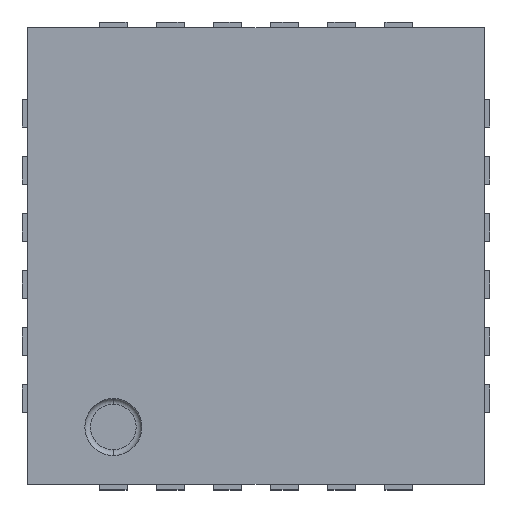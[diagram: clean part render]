
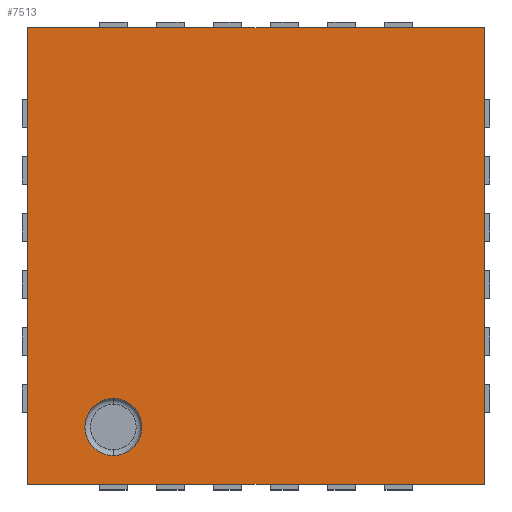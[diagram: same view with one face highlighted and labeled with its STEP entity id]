
A CAD part, top view. The second image highlights one B-rep face of the part: STEP entity #7513.
In plain terms, the highlighted planar face has unit normal (0, 0, 1).
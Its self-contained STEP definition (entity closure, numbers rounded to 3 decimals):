
#7335 = CARTESIAN_POINT ( 'NONE',  ( -1.25, -1.25, 0.8 ) ) ;
#7336 = VERTEX_POINT ( 'NONE', #7335 ) ;
#7344 = CARTESIAN_POINT ( 'NONE',  ( -1.25, -1.75, 0.8 ) ) ;
#7345 = VERTEX_POINT ( 'NONE', #7344 ) ;
#7346 = CARTESIAN_POINT ( 'NONE',  ( -1.25, -1.5, 0.8 ) ) ;
#7347 = DIRECTION ( 'NONE',  ( 0., 0., 1. ) ) ;
#7348 = DIRECTION ( 'NONE',  ( 0., -1., 0. ) ) ;
#7349 = AXIS2_PLACEMENT_3D ( 'NONE', #7346, #7347, #7348 ) ;
#7350 = CIRCLE ( 'NONE', #7349, 0.25) ;
#7351 = EDGE_CURVE ( 'NONE', #7336, #7345, #7350, .T. ) ;
#7378 = CARTESIAN_POINT ( 'NONE',  ( -2., -2., 0.8 ) ) ;
#7379 = VERTEX_POINT ( 'NONE', #7378 ) ;
#7386 = CARTESIAN_POINT ( 'NONE',  ( -2., 2., 0.8 ) ) ;
#7387 = VERTEX_POINT ( 'NONE', #7386 ) ;
#7388 = CARTESIAN_POINT ( 'NONE',  ( -2., -2., 0.8 ) ) ;
#7389 = DIRECTION ( 'NONE',  ( 0., -1., 0. ) ) ;
#7390 = VECTOR ( 'NONE', #7389, 1000. ) ;
#7391 = LINE ( 'NONE', #7388, #7390 ) ;
#7392 = EDGE_CURVE ( 'NONE', #7387, #7379, #7391, .T. ) ;
#7416 = CARTESIAN_POINT ( 'NONE',  ( 2., -2., 0.8 ) ) ;
#7417 = VERTEX_POINT ( 'NONE', #7416 ) ;
#7424 = CARTESIAN_POINT ( 'NONE',  ( 2., -2., 0.8 ) ) ;
#7425 = DIRECTION ( 'NONE',  ( 1., 0., 0. ) ) ;
#7426 = VECTOR ( 'NONE', #7425, 1000. ) ;
#7427 = LINE ( 'NONE', #7424, #7426 ) ;
#7428 = EDGE_CURVE ( 'NONE', #7379, #7417, #7427, .T. ) ;
#7447 = CARTESIAN_POINT ( 'NONE',  ( 2., 2., 0.8 ) ) ;
#7448 = VERTEX_POINT ( 'NONE', #7447 ) ;
#7455 = CARTESIAN_POINT ( 'NONE',  ( 2., -2., 0.8 ) ) ;
#7456 = DIRECTION ( 'NONE',  ( 0., 1., 0. ) ) ;
#7457 = VECTOR ( 'NONE', #7456, 1000. ) ;
#7458 = LINE ( 'NONE', #7455, #7457 ) ;
#7459 = EDGE_CURVE ( 'NONE', #7417, #7448, #7458, .T. ) ;
#7477 = CARTESIAN_POINT ( 'NONE',  ( 2., 2., 0.8 ) ) ;
#7478 = DIRECTION ( 'NONE',  ( -1., 0., 0. ) ) ;
#7479 = VECTOR ( 'NONE', #7478, 1000. ) ;
#7480 = LINE ( 'NONE', #7477, #7479 ) ;
#7481 = EDGE_CURVE ( 'NONE', #7448, #7387, #7480, .T. ) ;
#7492 = CARTESIAN_POINT ( 'NONE',  ( -1.25, -1.5, 0.8 ) ) ;
#7493 = DIRECTION ( 'NONE',  ( 0., 0., 1. ) ) ;
#7494 = DIRECTION ( 'NONE',  ( 0., -1., 0. ) ) ;
#7495 = AXIS2_PLACEMENT_3D ( 'NONE', #7492, #7493, #7494 ) ;
#7496 = CIRCLE ( 'NONE', #7495, 0.25) ;
#7497 = EDGE_CURVE ( 'NONE', #7345, #7336, #7496, .T. ) ;
#7498 = ORIENTED_EDGE ( 'NONE', *, *, #7497, .F. ) ;
#7499 = ORIENTED_EDGE ( 'NONE', *, *, #7351, .F. ) ;
#7500 = EDGE_LOOP ( 'NONE', ( #7498, #7499 ) ) ;
#7501 = FACE_BOUND ( 'NONE', #7500, .T. ) ;
#7502 = ORIENTED_EDGE ( 'NONE', *, *, #7392, .T. ) ;
#7503 = ORIENTED_EDGE ( 'NONE', *, *, #7428, .T. ) ;
#7504 = ORIENTED_EDGE ( 'NONE', *, *, #7459, .T. ) ;
#7505 = ORIENTED_EDGE ( 'NONE', *, *, #7481, .T. ) ;
#7506 = EDGE_LOOP ( 'NONE', ( #7502, #7503, #7504, #7505 ) ) ;
#7507 = FACE_OUTER_BOUND ( 'NONE', #7506, .T. ) ;
#7508 = CARTESIAN_POINT ( 'NONE',  ( 0., 0., 0.8 ) ) ;
#7509 = DIRECTION ( 'NONE',  ( 0., 0., 1. ) ) ;
#7510 = DIRECTION ( 'NONE',  ( 0., -1., 0. ) ) ;
#7511 = AXIS2_PLACEMENT_3D ( 'NONE', #7508, #7509, #7510 ) ;
#7512 = PLANE ( 'NONE', #7511 ) ;
#7513 = ADVANCED_FACE ( 'NONE', ( #7501, #7507 ), #7512, .T. ) ;
